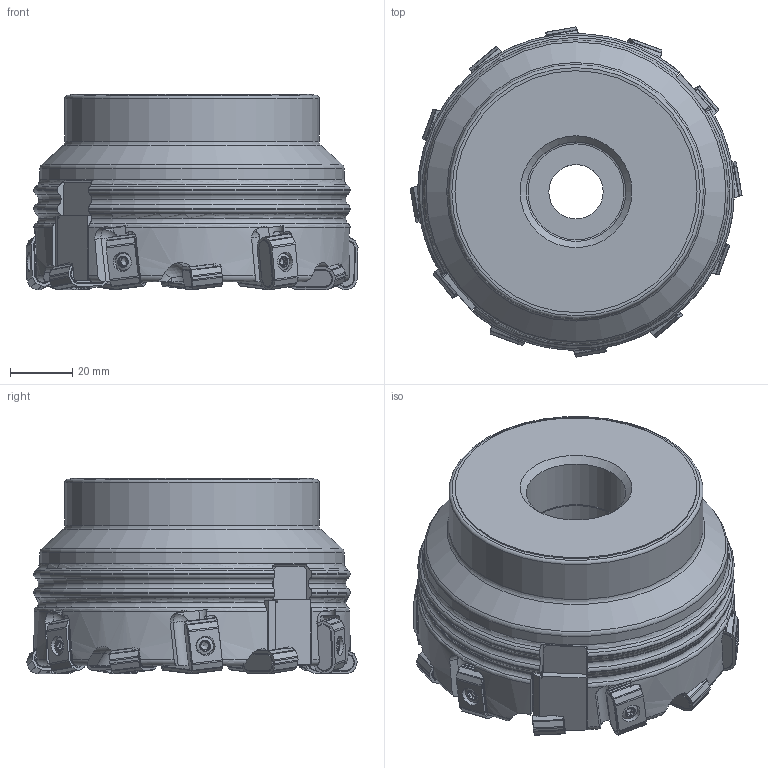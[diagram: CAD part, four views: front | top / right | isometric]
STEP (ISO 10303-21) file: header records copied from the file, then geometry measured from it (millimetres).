
FILE_DESCRIPTION(/* description */ (''),/* implementation_level */ '2;1');
FILE_NAME(/* name */ 'toolassembly_1.stp',/* time_stamp */ '2019-12-20T10:03:08+01:00',/* author */ (''),/* organization */ ('SMS'),/* preprocessor_version */ 'ST-DEVELOPER v16.7',/* originating_system */ 'SIEMENS PLM Software NX 12.0',/* authorisation */ '');
FILE_SCHEMA (('AUTOMOTIVE_DESIGN { 1 0 10303 214 3 1 1 1 }'));
Length unit declared in the file: millimetre
Products named in the file (4): ASSEMBLY_CONSTRUCTION; CUT_20191220100201; NOCUT_20191220100201; TOOLASSEMBLY_1
Assembly tree (14 placements, depth 2):
  TOOLASSEMBLY_1
    NOCUT_20191220100201
    CUT_20191220100201  x12
    ASSEMBLY_CONSTRUCTION
Bounding box: 106.91 x 106.31 x 63.01 mm (x, y, z)
Volume: 380109.7 mm3; surface area: 54479.4 mm2
Topology: 13 solids, 13 shells, 2601 faces, 6663 edges, 4179 vertices
Faces by surface type: plane 1214, cylinder 829, cone 162, extrusion 144, torus 124, bspline 96, sphere 32
Full cylindrical faces by diameter (mm): 3.5 x12, 4 x12, 4.7 x12, 5.45 x12, 17.5 x1, 27 x1, 32.013 x1, 32.5 x1, 77.93 x1, 81.93 x1, 97.93 x1
Entity records: 41723 total; most frequent: CARTESIAN_POINT 14902, DIRECTION 5508, ORIENTED_EDGE 5476, EDGE_CURVE 2738, AXIS2_PLACEMENT_3D 2092, VERTEX_POINT 1808, VECTOR 1324, EDGE_LOOP 1250
